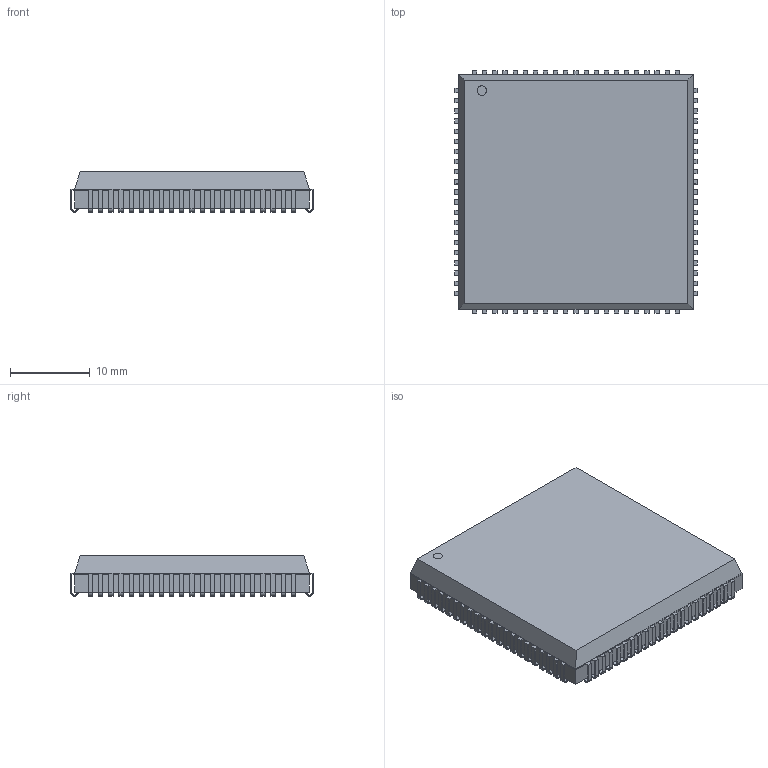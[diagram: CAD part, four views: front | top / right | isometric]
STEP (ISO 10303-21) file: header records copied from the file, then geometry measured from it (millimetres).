
FILE_DESCRIPTION(('STEP AP214'),'1');
FILE_NAME('84-PLCC_ALR','2025-09-11T08:12:02',(''),(''),'','','');
FILE_SCHEMA(('AUTOMOTIVE_DESIGN'));
Length unit declared in the file: millimetre
Products named in the file (1): product
Bounding box: 30.35 x 30.35 x 5.08 mm (x, y, z)
Volume: 3890.5 mm3; surface area: 2651 mm2
Topology: 86 solids, 86 shells, 1025 faces, 2215 edges, 1362 vertices
Faces by surface type: plane 856, cylinder 169
Full cylindrical faces by diameter (mm): 1.177 x1
Entity records: 26093 total; most frequent: DIRECTION 4606, ORIENTED_EDGE 4428, CARTESIAN_POINT 2559, EDGE_CURVE 2214, LINE 1876, VECTOR 1876, AXIS2_PLACEMENT_3D 1365, VERTEX_POINT 1362
